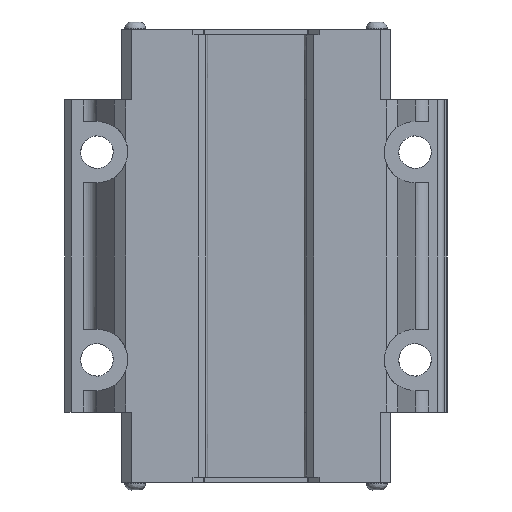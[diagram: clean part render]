
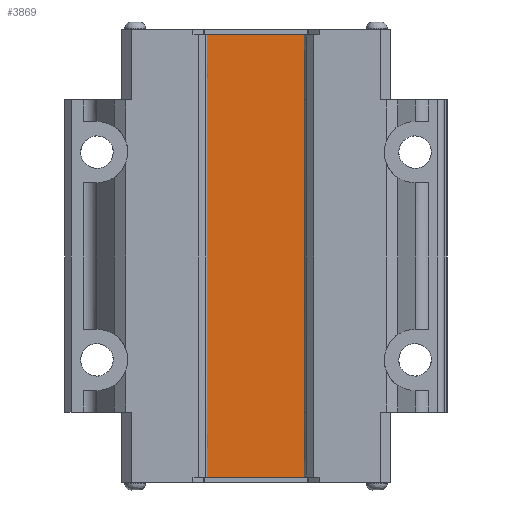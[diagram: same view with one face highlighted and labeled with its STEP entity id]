
A CAD part, front view. The second image highlights one B-rep face of the part: STEP entity #3869.
In plain terms, the highlighted planar face has unit normal (0, -1, 0).
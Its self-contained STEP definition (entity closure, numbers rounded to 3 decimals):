
#336 = CARTESIAN_POINT ( 'NONE',  ( 8.305, -0.07, -10. ) ) ;
#347 = DIRECTION ( 'NONE',  ( 0., 0., 1. ) ) ;
#348 = VECTOR ( 'NONE', #347, 1000. ) ;
#349 = CARTESIAN_POINT ( 'NONE',  ( 8.305, -0.07, -10. ) ) ;
#350 = LINE ( 'NONE', #349, #348 ) ;
#351 = CARTESIAN_POINT ( 'NONE',  ( 8.305, -0.07, 58.1 ) ) ;
#352 = CARTESIAN_POINT ( 'NONE',  ( -8.305, -0.07, 58.1 ) ) ;
#410 = DIRECTION ( 'NONE',  ( -1., 0., 0. ) ) ;
#411 = VECTOR ( 'NONE', #410, 1000. ) ;
#412 = CARTESIAN_POINT ( 'NONE',  ( 8.305, -0.07, 58.1 ) ) ;
#413 = LINE ( 'NONE', #412, #411 ) ;
#801 = DIRECTION ( 'NONE',  ( 0., 0., -1. ) ) ;
#802 = VECTOR ( 'NONE', #801, 1000. ) ;
#803 = CARTESIAN_POINT ( 'NONE',  ( -8.305, -0.07, -10. ) ) ;
#804 = LINE ( 'NONE', #803, #802 ) ;
#831 = CARTESIAN_POINT ( 'NONE',  ( -8.305, -0.07, -10. ) ) ;
#832 = DIRECTION ( 'NONE',  ( 1., 0., 0. ) ) ;
#833 = VECTOR ( 'NONE', #832, 1000. ) ;
#834 = CARTESIAN_POINT ( 'NONE',  ( 8.305, -0.07, -10. ) ) ;
#835 = LINE ( 'NONE', #834, #833 ) ;
#842 = DIRECTION ( 'NONE',  ( 0., 0., -1. ) ) ;
#843 = DIRECTION ( 'NONE',  ( 0., -1., 0. ) ) ;
#844 = CARTESIAN_POINT ( 'NONE',  ( 8.305, -0.07, -10. ) ) ;
#845 = AXIS2_PLACEMENT_3D ( 'NONE', #844, #843, #842 ) ;
#846 = PLANE ( 'NONE',  #845 ) ;
#847 = FACE_OUTER_BOUND ( 'NONE', #3782, .T. ) ;
#3581 = VERTEX_POINT ( 'NONE', #351 ) ;
#3583 = EDGE_CURVE ( 'NONE', #3587, #3581, #350, .T. ) ;
#3587 = VERTEX_POINT ( 'NONE', #336 ) ;
#3620 = VERTEX_POINT ( 'NONE', #352 ) ;
#3622 = EDGE_CURVE ( 'NONE', #3581, #3620, #413, .T. ) ;
#3779 = ORIENTED_EDGE ( 'NONE', *, *, #3868, .T. ) ;
#3782 = EDGE_LOOP ( 'NONE', ( #3783, #3779, #3864, #3865 ) ) ;
#3783 = ORIENTED_EDGE ( 'NONE', *, *, #3622, .T. ) ;
#3864 = ORIENTED_EDGE ( 'NONE', *, *, #3905, .T. ) ;
#3865 = ORIENTED_EDGE ( 'NONE', *, *, #3583, .T. ) ;
#3868 = EDGE_CURVE ( 'NONE', #3620, #3906, #804, .T. ) ;
#3869 = ADVANCED_FACE ( 'NONE', ( #847 ), #846, .T. ) ;
#3905 = EDGE_CURVE ( 'NONE', #3906, #3587, #835, .T. ) ;
#3906 = VERTEX_POINT ( 'NONE', #831 ) ;
